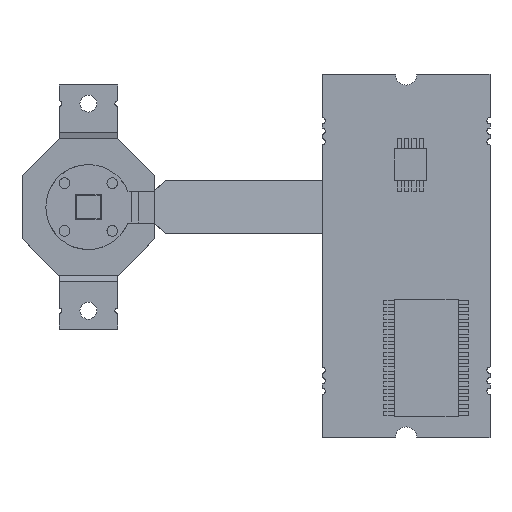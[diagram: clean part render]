
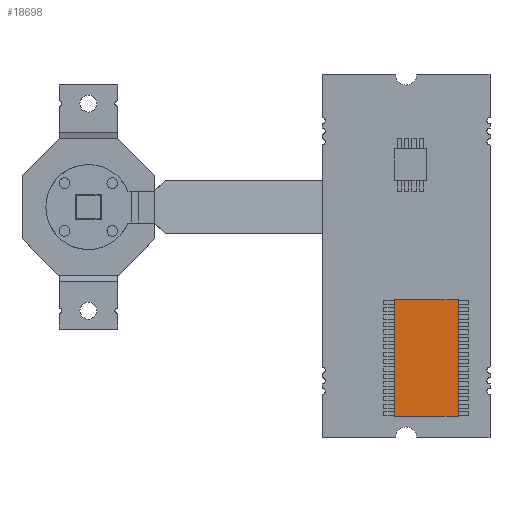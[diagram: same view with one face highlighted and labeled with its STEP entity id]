
A CAD part, top view. The second image highlights one B-rep face of the part: STEP entity #18698.
In plain terms, the highlighted planar face has unit normal (0, 0, 1).
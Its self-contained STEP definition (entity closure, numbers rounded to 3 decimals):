
#18384 = VERTEX_POINT('',#18385);
#18385 = CARTESIAN_POINT('',(0.,0.,1.));
#18392 = PLANE('',#18393);
#18393 = AXIS2_PLACEMENT_3D('',#18394,#18395,#18396);
#18394 = CARTESIAN_POINT('',(0.,0.,0.));
#18395 = DIRECTION('',(1.,0.,-0.));
#18396 = DIRECTION('',(0.,0.,1.));
#18404 = PLANE('',#18405);
#18405 = AXIS2_PLACEMENT_3D('',#18406,#18407,#18408);
#18406 = CARTESIAN_POINT('',(0.,0.,0.));
#18407 = DIRECTION('',(-0.,1.,0.));
#18408 = DIRECTION('',(0.,0.,1.));
#18445 = VERTEX_POINT('',#18446);
#18446 = CARTESIAN_POINT('',(0.,11.,1.));
#18460 = PLANE('',#18461);
#18461 = AXIS2_PLACEMENT_3D('',#18462,#18463,#18464);
#18462 = CARTESIAN_POINT('',(0.,11.,0.));
#18463 = DIRECTION('',(-0.,1.,0.));
#18464 = DIRECTION('',(0.,0.,1.));
#18472 = EDGE_CURVE('',#18384,#18445,#18473,.T.);
#18473 = SURFACE_CURVE('',#18474,(#18478,#18485),.PCURVE_S1.);
#18474 = LINE('',#18475,#18476);
#18475 = CARTESIAN_POINT('',(0.,0.,1.));
#18476 = VECTOR('',#18477,1.);
#18477 = DIRECTION('',(-0.,1.,0.));
#18478 = PCURVE('',#18392,#18479);
#18479 = DEFINITIONAL_REPRESENTATION('',(#18480),#18484);
#18480 = LINE('',#18481,#18482);
#18481 = CARTESIAN_POINT('',(1.,0.));
#18482 = VECTOR('',#18483,1.);
#18483 = DIRECTION('',(0.,-1.));
#18484 = ( GEOMETRIC_REPRESENTATION_CONTEXT(2) 
PARAMETRIC_REPRESENTATION_CONTEXT() REPRESENTATION_CONTEXT('2D SPACE',''
  ) );
#18485 = PCURVE('',#18486,#18491);
#18486 = PLANE('',#18487);
#18487 = AXIS2_PLACEMENT_3D('',#18488,#18489,#18490);
#18488 = CARTESIAN_POINT('',(0.,0.,1.));
#18489 = DIRECTION('',(0.,0.,1.));
#18490 = DIRECTION('',(1.,0.,-0.));
#18491 = DEFINITIONAL_REPRESENTATION('',(#18492),#18496);
#18492 = LINE('',#18493,#18494);
#18493 = CARTESIAN_POINT('',(0.,0.));
#18494 = VECTOR('',#18495,1.);
#18495 = DIRECTION('',(0.,1.));
#18496 = ( GEOMETRIC_REPRESENTATION_CONTEXT(2) 
PARAMETRIC_REPRESENTATION_CONTEXT() REPRESENTATION_CONTEXT('2D SPACE',''
  ) );
#18504 = VERTEX_POINT('',#18505);
#18505 = CARTESIAN_POINT('',(6.,0.,1.));
#18512 = PLANE('',#18513);
#18513 = AXIS2_PLACEMENT_3D('',#18514,#18515,#18516);
#18514 = CARTESIAN_POINT('',(6.,0.,0.));
#18515 = DIRECTION('',(1.,0.,-0.));
#18516 = DIRECTION('',(0.,0.,1.));
#18555 = VERTEX_POINT('',#18556);
#18556 = CARTESIAN_POINT('',(6.,11.,1.));
#18577 = EDGE_CURVE('',#18504,#18555,#18578,.T.);
#18578 = SURFACE_CURVE('',#18579,(#18583,#18590),.PCURVE_S1.);
#18579 = LINE('',#18580,#18581);
#18580 = CARTESIAN_POINT('',(6.,0.,1.));
#18581 = VECTOR('',#18582,1.);
#18582 = DIRECTION('',(-0.,1.,0.));
#18583 = PCURVE('',#18512,#18584);
#18584 = DEFINITIONAL_REPRESENTATION('',(#18585),#18589);
#18585 = LINE('',#18586,#18587);
#18586 = CARTESIAN_POINT('',(1.,0.));
#18587 = VECTOR('',#18588,1.);
#18588 = DIRECTION('',(0.,-1.));
#18589 = ( GEOMETRIC_REPRESENTATION_CONTEXT(2) 
PARAMETRIC_REPRESENTATION_CONTEXT() REPRESENTATION_CONTEXT('2D SPACE',''
  ) );
#18590 = PCURVE('',#18486,#18591);
#18591 = DEFINITIONAL_REPRESENTATION('',(#18592),#18596);
#18592 = LINE('',#18593,#18594);
#18593 = CARTESIAN_POINT('',(6.,0.));
#18594 = VECTOR('',#18595,1.);
#18595 = DIRECTION('',(0.,1.));
#18596 = ( GEOMETRIC_REPRESENTATION_CONTEXT(2) 
PARAMETRIC_REPRESENTATION_CONTEXT() REPRESENTATION_CONTEXT('2D SPACE',''
  ) );
#18623 = EDGE_CURVE('',#18384,#18504,#18624,.T.);
#18624 = SURFACE_CURVE('',#18625,(#18629,#18636),.PCURVE_S1.);
#18625 = LINE('',#18626,#18627);
#18626 = CARTESIAN_POINT('',(0.,0.,1.));
#18627 = VECTOR('',#18628,1.);
#18628 = DIRECTION('',(1.,0.,-0.));
#18629 = PCURVE('',#18404,#18630);
#18630 = DEFINITIONAL_REPRESENTATION('',(#18631),#18635);
#18631 = LINE('',#18632,#18633);
#18632 = CARTESIAN_POINT('',(1.,0.));
#18633 = VECTOR('',#18634,1.);
#18634 = DIRECTION('',(0.,1.));
#18635 = ( GEOMETRIC_REPRESENTATION_CONTEXT(2) 
PARAMETRIC_REPRESENTATION_CONTEXT() REPRESENTATION_CONTEXT('2D SPACE',''
  ) );
#18636 = PCURVE('',#18486,#18637);
#18637 = DEFINITIONAL_REPRESENTATION('',(#18638),#18642);
#18638 = LINE('',#18639,#18640);
#18639 = CARTESIAN_POINT('',(0.,0.));
#18640 = VECTOR('',#18641,1.);
#18641 = DIRECTION('',(1.,0.));
#18642 = ( GEOMETRIC_REPRESENTATION_CONTEXT(2) 
PARAMETRIC_REPRESENTATION_CONTEXT() REPRESENTATION_CONTEXT('2D SPACE',''
  ) );
#18670 = EDGE_CURVE('',#18445,#18555,#18671,.T.);
#18671 = SURFACE_CURVE('',#18672,(#18676,#18683),.PCURVE_S1.);
#18672 = LINE('',#18673,#18674);
#18673 = CARTESIAN_POINT('',(0.,11.,1.));
#18674 = VECTOR('',#18675,1.);
#18675 = DIRECTION('',(1.,0.,-0.));
#18676 = PCURVE('',#18460,#18677);
#18677 = DEFINITIONAL_REPRESENTATION('',(#18678),#18682);
#18678 = LINE('',#18679,#18680);
#18679 = CARTESIAN_POINT('',(1.,0.));
#18680 = VECTOR('',#18681,1.);
#18681 = DIRECTION('',(0.,1.));
#18682 = ( GEOMETRIC_REPRESENTATION_CONTEXT(2) 
PARAMETRIC_REPRESENTATION_CONTEXT() REPRESENTATION_CONTEXT('2D SPACE',''
  ) );
#18683 = PCURVE('',#18486,#18684);
#18684 = DEFINITIONAL_REPRESENTATION('',(#18685),#18689);
#18685 = LINE('',#18686,#18687);
#18686 = CARTESIAN_POINT('',(0.,11.));
#18687 = VECTOR('',#18688,1.);
#18688 = DIRECTION('',(1.,0.));
#18689 = ( GEOMETRIC_REPRESENTATION_CONTEXT(2) 
PARAMETRIC_REPRESENTATION_CONTEXT() REPRESENTATION_CONTEXT('2D SPACE',''
  ) );
#18698 = ADVANCED_FACE('',(#18699),#18486,.T.);
#18699 = FACE_BOUND('',#18700,.T.);
#18700 = EDGE_LOOP('',(#18701,#18702,#18703,#18704));
#18701 = ORIENTED_EDGE('',*,*,#18472,.F.);
#18702 = ORIENTED_EDGE('',*,*,#18623,.T.);
#18703 = ORIENTED_EDGE('',*,*,#18577,.T.);
#18704 = ORIENTED_EDGE('',*,*,#18670,.F.);
